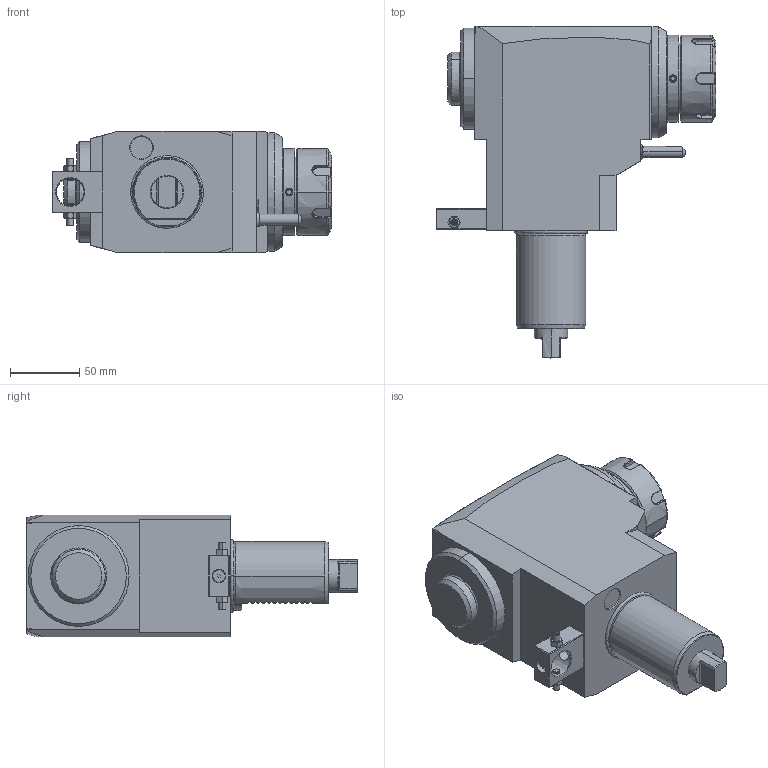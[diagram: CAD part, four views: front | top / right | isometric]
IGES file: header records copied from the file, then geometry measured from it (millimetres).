
Start section:  PTC IGES file: ngt1_50_221_40_3_1_110.igs
Global section: file name: ngt1_50_221_40_3_1_110.igs; native system: Pro/ENGINEER by Parametric Technology Corporation; preprocessor: 2010280; author: vali; organization: Unknown; date: 20230407.132754; units: millimetre
Bounding box: 202.1 x 240 x 88 mm (x, y, z)
Volume: 1847055 mm3; surface area: 115847.5 mm2
Topology: 1 solids, 1 shells, 415 faces, 1048 edges, 646 vertices
Faces by surface type: bspline 246, revolution 167, extrusion 2
